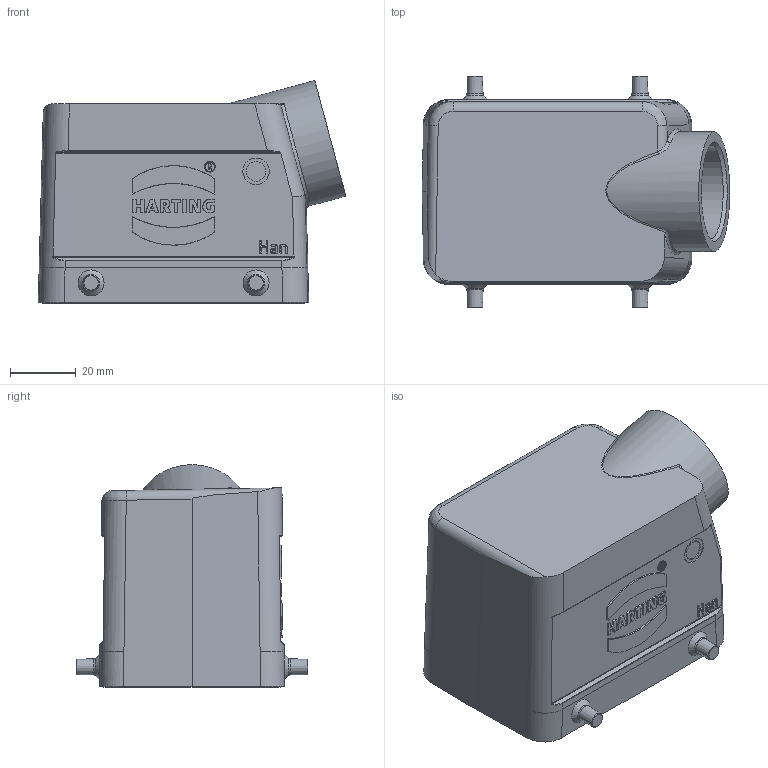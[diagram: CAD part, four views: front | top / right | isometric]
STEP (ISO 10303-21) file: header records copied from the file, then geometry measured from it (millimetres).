
FILE_DESCRIPTION(/* description */ (''),/* implementation_level */ '2;1');
FILE_NAME(/* name */ '100768707ugm000_a.stp',/* time_stamp */ '2018-08-20T09:55:56+02:00',/* author */ (''),/* organization */ (''),/* preprocessor_version */ 'ST-DEVELOPER v16.7',/* originating_system */ 'SIEMENS PLM Software NX 12.0',/* authorisation */ '');
FILE_SCHEMA (('AUTOMOTIVE_DESIGN { 1 0 10303 214 3 1 1 1 }'));
Length unit declared in the file: millimetre
Products named in the file (1): 100768707ugm000_a
Bounding box: 93.18 x 70.2 x 67.51 mm (x, y, z)
Volume: 72931.8 mm3; surface area: 40690.1 mm2
Topology: 1 solids, 1 shells, 489 faces, 1208 edges, 750 vertices
Faces by surface type: plane 196, bspline 146, cylinder 128, cone 13, torus 4, sphere 2
Full cylindrical faces by diameter (mm): 3 x8, 6.001 x1, 8.001 x1, 24 x1, 28.3 x1, 36.25 x1
Entity records: 18670 total; most frequent: CARTESIAN_POINT 7281, ORIENTED_EDGE 2304, DIRECTION 2026, EDGE_CURVE 1152, AXIS2_PLACEMENT_3D 735, VERTEX_POINT 730, EDGE_LOOP 556, LINE 556
